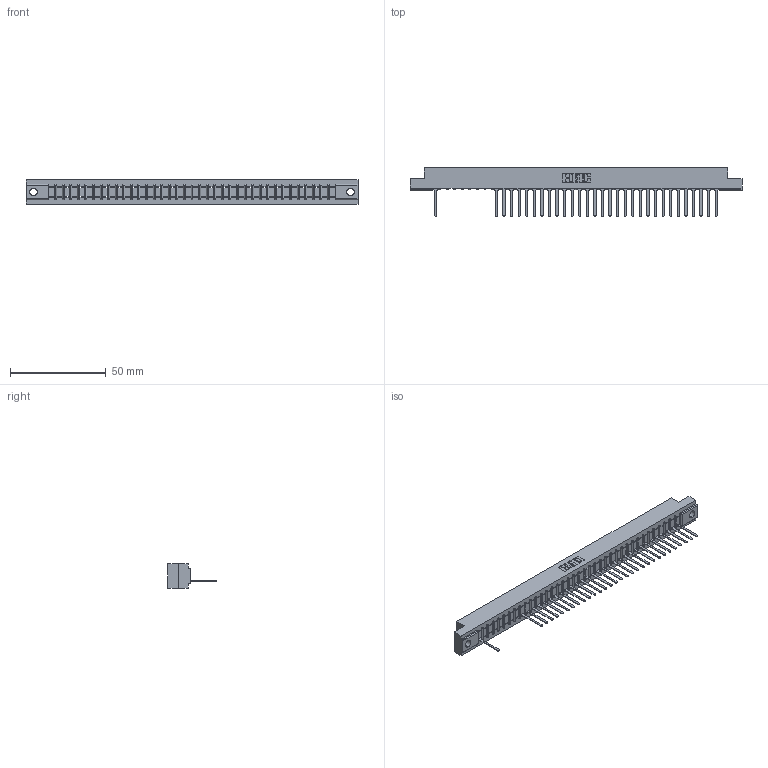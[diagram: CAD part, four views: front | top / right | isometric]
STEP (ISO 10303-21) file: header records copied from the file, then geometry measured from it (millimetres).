
FILE_DESCRIPTION (( 'STEP AP203' ), '1' );
FILE_NAME ('307-038-547-104.STEP', '2018-08-05T10:50:28', ( '' ), ( '' ), 'SwSTEP 2.0', 'SolidWorks 2016', '' );
FILE_SCHEMA (( 'CONFIG_CONTROL_DESIGN' ));
Length unit declared in the file: inch
Products named in the file (3): 307 Part_.156 Dia Mounting Holes; 307-290-001_547; 307-038-547-104
Assembly tree (32 placements, depth 2):
  307-038-547-104
    307 Part_.156 Dia Mounting Holes
    307-290-001_547  x31
Bounding box: 173.58 x 25.43 x 12.7 mm (x, y, z)
Volume: 17861.5 mm3; surface area: 18467.4 mm2
Topology: 32 solids, 32 shells, 2047 faces, 5829 edges, 3738 vertices
Faces by surface type: plane 1315, cylinder 654, sphere 78
Entity records: 33232 total; most frequent: CARTESIAN_POINT 5631, ORIENTED_EDGE 5622, DIRECTION 5463, EDGE_CURVE 2811, VECTOR 2163, LINE 2163, VERTEX_POINT 1818, AXIS2_PLACEMENT_3D 1650
